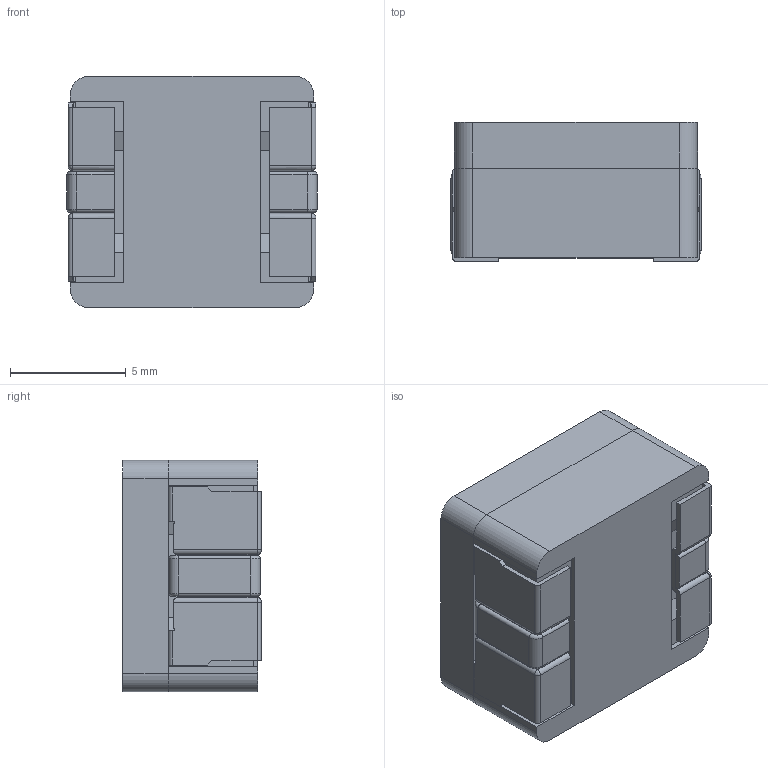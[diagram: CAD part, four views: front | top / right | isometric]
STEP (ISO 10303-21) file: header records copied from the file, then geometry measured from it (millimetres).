
FILE_DESCRIPTION (( 'STEP AP214' ), '1' );
FILE_NAME ('M1060-2R5YLC_提出用.STEP', '2016-01-12T07:16:21', ( '' ), ( '' ), 'SwSTEP 2.0', 'SolidWorks 2014', '' );
FILE_SCHEMA (( 'AUTOMOTIVE_DESIGN' ));
Length unit declared in the file: millimetre
Products named in the file (2): M1060-2R5YLC; M1060-2R5YLC_提出用
Assembly tree (1 placements, depth 2):
  M1060-2R5YLC_提出用
    M1060-2R5YLC
Bounding box: 10.8 x 6 x 10 mm (x, y, z)
Volume: 599.8 mm3; surface area: 850.7 mm2
Topology: 2 solids, 2 shells, 248 faces, 658 edges, 408 vertices
Faces by surface type: plane 134, cylinder 102, torus 8, bspline 4
Entity records: 10525 total; most frequent: CARTESIAN_POINT 1502, DIRECTION 1318, ORIENTED_EDGE 1308, EDGE_CURVE 654, LINE 454, VECTOR 454, AXIS2_PLACEMENT_3D 432, VERTEX_POINT 408
